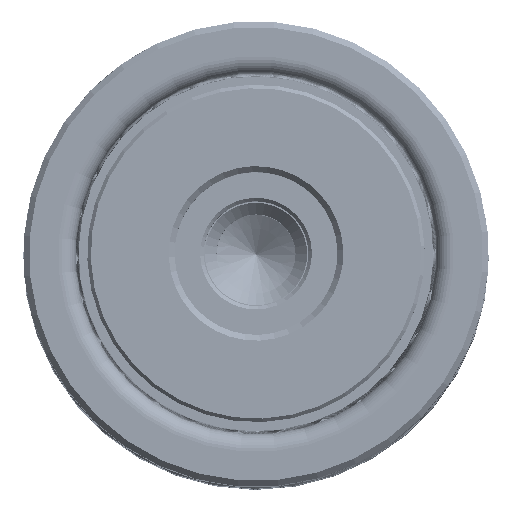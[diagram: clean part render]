
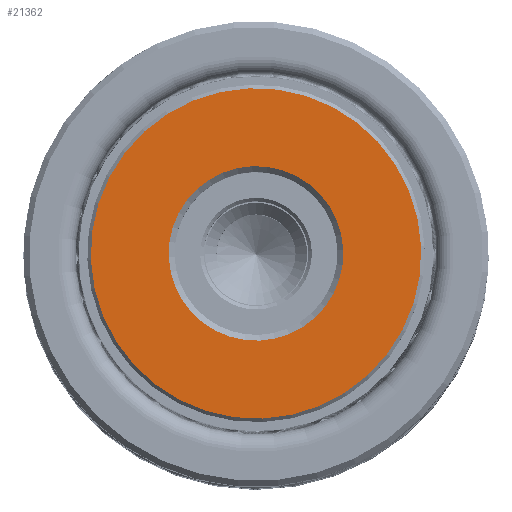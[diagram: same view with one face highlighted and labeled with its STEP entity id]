
A CAD part, top view. The second image highlights one B-rep face of the part: STEP entity #21362.
In plain terms, the highlighted face is planar.
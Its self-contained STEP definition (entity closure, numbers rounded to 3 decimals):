
#1782 = CIRCLE ( 'NONE', #40200, 14.2 ) ;
#3195 = FACE_BOUND ( 'NONE', #5216, .T. ) ;
#5216 = EDGE_LOOP ( 'NONE', ( #32194, #39766 ) ) ;
#6237 = CARTESIAN_POINT ( 'NONE',  ( 14.2, 0., 0. ) ) ;
#6662 = DIRECTION ( 'NONE',  ( 0., 0., 1. ) ) ;
#7262 = EDGE_LOOP ( 'NONE', ( #14321, #24285 ) ) ;
#8028 = CARTESIAN_POINT ( 'NONE',  ( 0., 0., 0. ) ) ;
#10212 = EDGE_CURVE ( 'NONE', #45602, #45481, #11616, .T. ) ;
#11577 = DIRECTION ( 'NONE',  ( 1., 0., 0. ) ) ;
#11616 = CIRCLE ( 'NONE', #30612, 7.5 ) ;
#11966 = VERTEX_POINT ( 'NONE', #6237 ) ;
#12648 = VERTEX_POINT ( 'NONE', #24656 ) ;
#14321 = ORIENTED_EDGE ( 'NONE', *, *, #33030, .T. ) ;
#16411 = AXIS2_PLACEMENT_3D ( 'NONE', #36938, #19201, #44031 ) ;
#17821 = AXIS2_PLACEMENT_3D ( 'NONE', #27791, #6662, #31346 ) ;
#18958 = DIRECTION ( 'NONE',  ( 0., 0., -1. ) ) ;
#19201 = DIRECTION ( 'NONE',  ( 0., 0., 1. ) ) ;
#19358 = PLANE ( 'NONE',  #16411 ) ;
#20422 = DIRECTION ( 'NONE',  ( 0., 0., -1. ) ) ;
#21362 = ADVANCED_FACE ( 'NONE', ( #21985, #3195 ), #19358, .F. ) ;
#21985 = FACE_OUTER_BOUND ( 'NONE', #7262, .T. ) ;
#24285 = ORIENTED_EDGE ( 'NONE', *, *, #29833, .T. ) ;
#24656 = CARTESIAN_POINT ( 'NONE',  ( -14.2, 0., 0. ) ) ;
#26323 = AXIS2_PLACEMENT_3D ( 'NONE', #40092, #18958, #43629 ) ;
#27791 = CARTESIAN_POINT ( 'NONE',  ( 0., 0., 0. ) ) ;
#29833 = EDGE_CURVE ( 'NONE', #12648, #11966, #1782, .T. ) ;
#30612 = AXIS2_PLACEMENT_3D ( 'NONE', #8028, #32700, #11577 ) ;
#31346 = DIRECTION ( 'NONE',  ( 1., 0., 0. ) ) ;
#32194 = ORIENTED_EDGE ( 'NONE', *, *, #37874, .T. ) ;
#32700 = DIRECTION ( 'NONE',  ( 0., 0., 1. ) ) ;
#33030 = EDGE_CURVE ( 'NONE', #11966, #12648, #37055, .T. ) ;
#36938 = CARTESIAN_POINT ( 'NONE',  ( 0., 0., 0. ) ) ;
#37055 = CIRCLE ( 'NONE', #26323, 14.2 ) ;
#37874 = EDGE_CURVE ( 'NONE', #45481, #45602, #43079, .T. ) ;
#39766 = ORIENTED_EDGE ( 'NONE', *, *, #10212, .T. ) ;
#39799 = CARTESIAN_POINT ( 'NONE',  ( 7.5, 0., 0. ) ) ;
#40092 = CARTESIAN_POINT ( 'NONE',  ( 0., 0., 0. ) ) ;
#40200 = AXIS2_PLACEMENT_3D ( 'NONE', #41569, #20422, #45106 ) ;
#41569 = CARTESIAN_POINT ( 'NONE',  ( 0., 0., 0. ) ) ;
#42003 = CARTESIAN_POINT ( 'NONE',  ( -7.5, 0., 0. ) ) ;
#43079 = CIRCLE ( 'NONE', #17821, 7.5 ) ;
#43629 = DIRECTION ( 'NONE',  ( 1., 0., 0. ) ) ;
#44031 = DIRECTION ( 'NONE',  ( 1., 0., 0. ) ) ;
#45106 = DIRECTION ( 'NONE',  ( 1., 0., 0. ) ) ;
#45481 = VERTEX_POINT ( 'NONE', #42003 ) ;
#45602 = VERTEX_POINT ( 'NONE', #39799 ) ;
